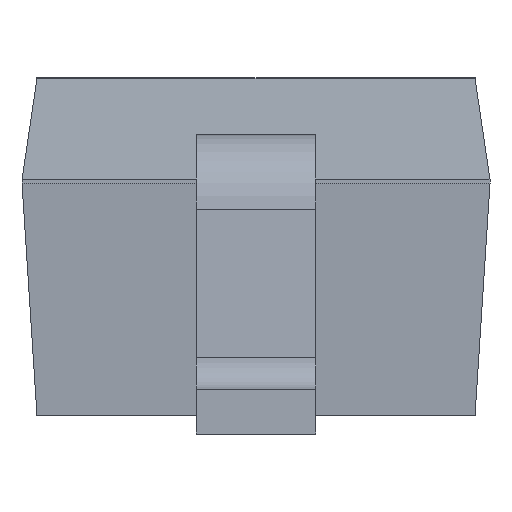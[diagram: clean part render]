
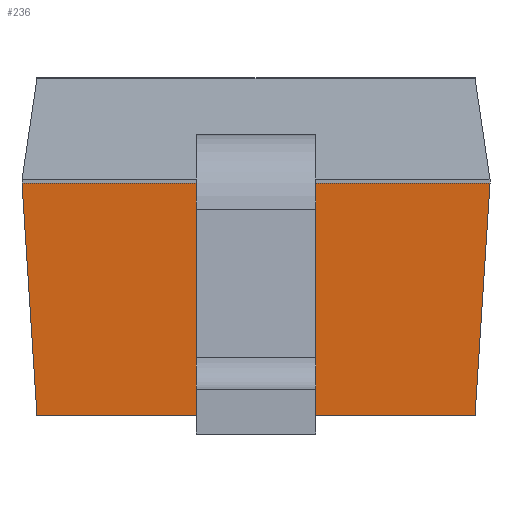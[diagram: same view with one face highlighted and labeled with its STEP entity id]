
A CAD part, left-side view. The second image highlights one B-rep face of the part: STEP entity #236.
In plain terms, the highlighted planar face has unit normal (-0.998, 0, -0.064).
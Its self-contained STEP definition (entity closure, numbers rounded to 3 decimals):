
#45 = VERTEX_POINT('',#46);
#46 = CARTESIAN_POINT('',(-0.85,0.625,0.67));
#84 = EDGE_CURVE('',#45,#85,#87,.T.);
#85 = VERTEX_POINT('',#86);
#86 = CARTESIAN_POINT('',(-0.81,0.585,0.05));
#87 = LINE('',#88,#89);
#88 = CARTESIAN_POINT('',(-0.828,0.603,0.321)
  );
#89 = VECTOR('',#90,1.);
#90 = DIRECTION('',(0.064,-0.064,
    -0.996));
#116 = EDGE_CURVE('',#117,#45,#119,.T.);
#117 = VERTEX_POINT('',#118);
#118 = CARTESIAN_POINT('',(-0.85,-0.625,0.67));
#119 = LINE('',#120,#121);
#120 = CARTESIAN_POINT('',(-0.85,-0.585,0.67));
#121 = VECTOR('',#122,1.);
#122 = DIRECTION('',(0.,1.,0.));
#236 = ADVANCED_FACE('',(#237),#255,.F.);
#237 = FACE_BOUND('',#238,.F.);
#238 = EDGE_LOOP('',(#239,#247,#248,#249));
#239 = ORIENTED_EDGE('',*,*,#240,.T.);
#240 = EDGE_CURVE('',#241,#85,#243,.T.);
#241 = VERTEX_POINT('',#242);
#242 = CARTESIAN_POINT('',(-0.81,-0.585,0.05));
#243 = LINE('',#244,#245);
#244 = CARTESIAN_POINT('',(-0.81,-0.585,0.05));
#245 = VECTOR('',#246,1.);
#246 = DIRECTION('',(0.,1.,0.));
#247 = ORIENTED_EDGE('',*,*,#84,.F.);
#248 = ORIENTED_EDGE('',*,*,#116,.F.);
#249 = ORIENTED_EDGE('',*,*,#250,.F.);
#250 = EDGE_CURVE('',#241,#117,#251,.T.);
#251 = LINE('',#252,#253);
#252 = CARTESIAN_POINT('',(-0.826,-0.601,0.306)
  );
#253 = VECTOR('',#254,1.);
#254 = DIRECTION('',(-0.064,-0.064,
    0.996));
#255 = PLANE('',#256);
#256 = AXIS2_PLACEMENT_3D('',#257,#258,#259);
#257 = CARTESIAN_POINT('',(-0.83,-0.585,0.36));
#258 = DIRECTION('',(0.998,0.,
    0.064));
#259 = DIRECTION('',(0.,1.,0.));
